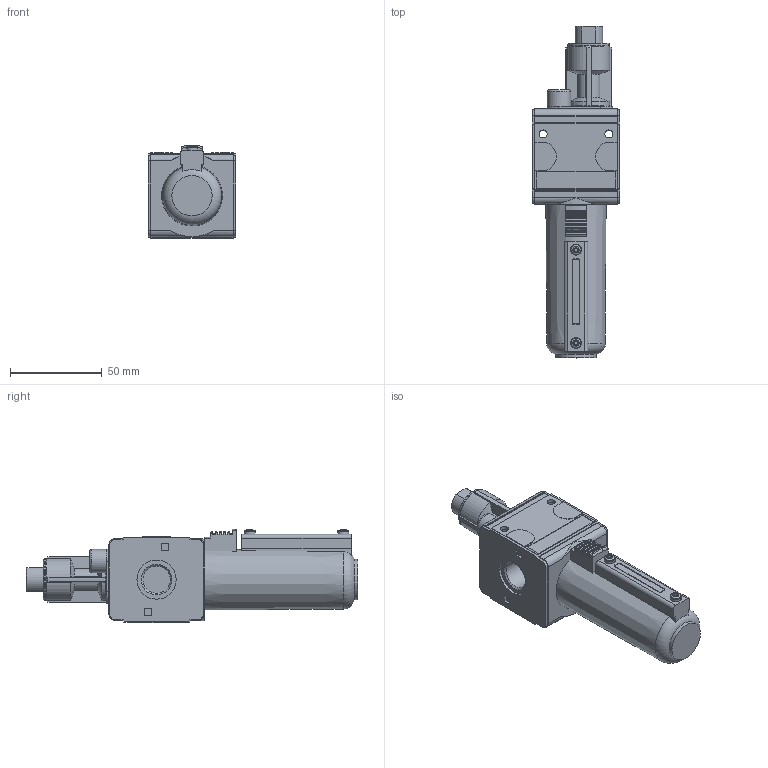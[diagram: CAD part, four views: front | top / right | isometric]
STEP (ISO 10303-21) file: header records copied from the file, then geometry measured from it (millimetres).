
FILE_DESCRIPTION(/* description */ ('STEP AP214'),/* implementation_level */ '2;1');
FILE_NAME(/* name */ '003782',/* time_stamp */ '2026-03-18T12:32:23+01:00',/* author */ ('License CC BY-ND 4.0'),/* organization */ ('CADENAS'),/* preprocessor_version */ 'ST-DEVELOPER v20',/* originating_system */ 'PARTsolutions',/* authorisation */ ' ');
FILE_SCHEMA (('AUTOMOTIVE_DESIGN {1 0 10303 214 3 1 1}'));
Length unit declared in the file: millimetre
Products named in the file (3): 003782; L 12 M-SR-00000-G; L 12 M-SR--P1
Assembly tree (2 placements, depth 2):
  003782
    L 12 M-SR-00000-G
    L 12 M-SR--P1
Bounding box: 47.8 x 181.3 x 50.94 mm (x, y, z)
Volume: 198254.4 mm3; surface area: 34232.3 mm2
Topology: 2 solids, 2 shells, 342 faces, 888 edges, 584 vertices
Faces by surface type: plane 180, cylinder 106, torus 32, cone 24
Full cylindrical faces by diameter (mm): 4.4 x4, 5.9 x1, 6 x2, 6.3 x1, 12.8 x1, 14.95 x2, 19.5 x1, 21.4 x1, 22 x2, 22.8 x1, 23.2 x1
Entity records: 12814 total; most frequent: CARTESIAN_POINT 2060, DIRECTION 1710, ORIENTED_EDGE 1702, EDGE_CURVE 851, AXIS2_PLACEMENT_3D 605, VERTEX_POINT 580, LINE 500, VECTOR 500
